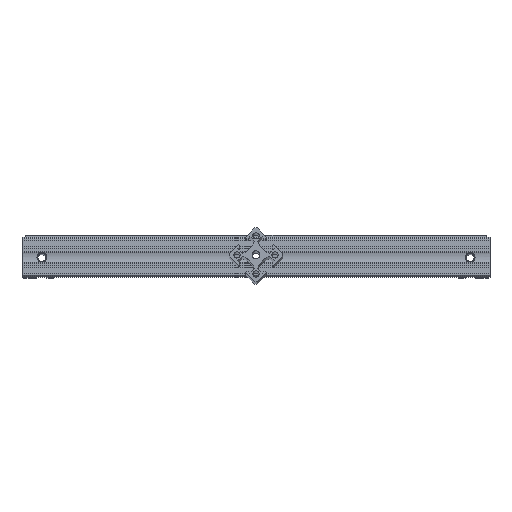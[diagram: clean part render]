
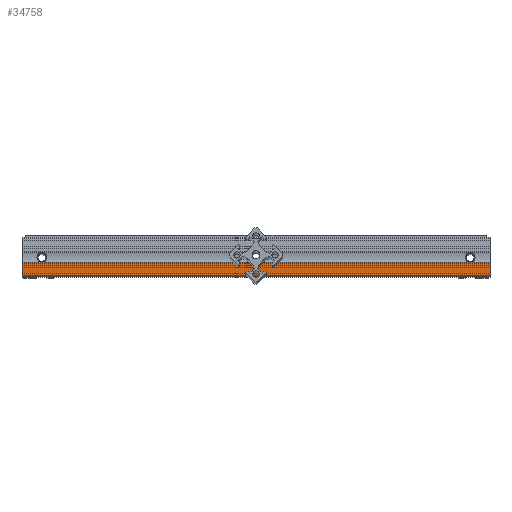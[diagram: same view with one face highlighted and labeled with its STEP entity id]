
A CAD part, top view. The second image highlights one B-rep face of the part: STEP entity #34758.
In plain terms, the highlighted planar face has unit normal (0, 0, 1).
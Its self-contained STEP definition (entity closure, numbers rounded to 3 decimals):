
#25564 = PLANE('',#25565);
#25565 = AXIS2_PLACEMENT_3D('',#25566,#25567,#25568);
#25566 = CARTESIAN_POINT('',(147.502,0.002,-12.5));
#25567 = DIRECTION('',(1.,0.,0.));
#25568 = DIRECTION('',(0.,0.,-1.));
#25637 = PLANE('',#25638);
#25638 = AXIS2_PLACEMENT_3D('',#25639,#25640,#25641);
#25639 = CARTESIAN_POINT('',(-147.498,0.002,-12.5));
#25640 = DIRECTION('',(1.,0.,0.));
#25641 = DIRECTION('',(0.,0.,-1.));
#25817 = VERTEX_POINT('',#25818);
#25818 = CARTESIAN_POINT('',(147.502,-3.251,-0.002
    ));
#25832 = PLANE('',#25833);
#25833 = AXIS2_PLACEMENT_3D('',#25834,#25835,#25836);
#25834 = CARTESIAN_POINT('',(-999.996,-3.251,-0.002
    ));
#25835 = DIRECTION('',(0.,1.,0.));
#25836 = DIRECTION('',(0.,0.,1.));
#25844 = EDGE_CURVE('',#25817,#25845,#25847,.T.);
#25845 = VERTEX_POINT('',#25846);
#25846 = CARTESIAN_POINT('',(147.502,-11.481,
    -0.002));
#25847 = SURFACE_CURVE('',#25848,(#25852,#25859),.PCURVE_S1.);
#25848 = LINE('',#25849,#25850);
#25849 = CARTESIAN_POINT('',(147.502,5.741,
    -0.002));
#25850 = VECTOR('',#25851,1.);
#25851 = DIRECTION('',(0.,-1.,0.));
#25852 = PCURVE('',#25564,#25853);
#25853 = DEFINITIONAL_REPRESENTATION('',(#25854),#25858);
#25854 = LINE('',#25855,#25856);
#25855 = CARTESIAN_POINT('',(-12.498,5.74));
#25856 = VECTOR('',#25857,1.);
#25857 = DIRECTION('',(0.,-1.));
#25858 = ( GEOMETRIC_REPRESENTATION_CONTEXT(2) 
PARAMETRIC_REPRESENTATION_CONTEXT() REPRESENTATION_CONTEXT('2D SPACE',''
  ) );
#25859 = PCURVE('',#25860,#25865);
#25860 = PLANE('',#25861);
#25861 = AXIS2_PLACEMENT_3D('',#25862,#25863,#25864);
#25862 = CARTESIAN_POINT('',(1000.,11.481,-0.002
    ));
#25863 = DIRECTION('',(0.,0.,-1.));
#25864 = DIRECTION('',(0.,1.,0.));
#25865 = DEFINITIONAL_REPRESENTATION('',(#25866),#25870);
#25866 = LINE('',#25867,#25868);
#25867 = CARTESIAN_POINT('',(-5.74,-852.498));
#25868 = VECTOR('',#25869,1.);
#25869 = DIRECTION('',(-1.,0.));
#25870 = ( GEOMETRIC_REPRESENTATION_CONTEXT(2) 
PARAMETRIC_REPRESENTATION_CONTEXT() REPRESENTATION_CONTEXT('2D SPACE',''
  ) );
#25888 = PLANE('',#25889);
#25889 = AXIS2_PLACEMENT_3D('',#25890,#25891,#25892);
#25890 = CARTESIAN_POINT('',(1000.,-11.481,
    -0.002));
#25891 = DIRECTION('',(0.,0.732,-0.681
    ));
#25892 = DIRECTION('',(0.,0.681,0.732
    ));
#27767 = VERTEX_POINT('',#27768);
#27768 = CARTESIAN_POINT('',(-147.498,-3.251,-0.002
    ));
#27789 = EDGE_CURVE('',#27767,#27790,#27792,.T.);
#27790 = VERTEX_POINT('',#27791);
#27791 = CARTESIAN_POINT('',(-147.498,-11.481,
    -0.002));
#27792 = SURFACE_CURVE('',#27793,(#27797,#27804),.PCURVE_S1.);
#27793 = LINE('',#27794,#27795);
#27794 = CARTESIAN_POINT('',(-147.498,5.741,
    -0.002));
#27795 = VECTOR('',#27796,1.);
#27796 = DIRECTION('',(0.,-1.,0.));
#27797 = PCURVE('',#25637,#27798);
#27798 = DEFINITIONAL_REPRESENTATION('',(#27799),#27803);
#27799 = LINE('',#27800,#27801);
#27800 = CARTESIAN_POINT('',(-12.498,5.74));
#27801 = VECTOR('',#27802,1.);
#27802 = DIRECTION('',(0.,-1.));
#27803 = ( GEOMETRIC_REPRESENTATION_CONTEXT(2) 
PARAMETRIC_REPRESENTATION_CONTEXT() REPRESENTATION_CONTEXT('2D SPACE',''
  ) );
#27804 = PCURVE('',#25860,#27805);
#27805 = DEFINITIONAL_REPRESENTATION('',(#27806),#27810);
#27806 = LINE('',#27807,#27808);
#27807 = CARTESIAN_POINT('',(-5.74,-1147.498));
#27808 = VECTOR('',#27809,1.);
#27809 = DIRECTION('',(-1.,0.));
#27810 = ( GEOMETRIC_REPRESENTATION_CONTEXT(2) 
PARAMETRIC_REPRESENTATION_CONTEXT() REPRESENTATION_CONTEXT('2D SPACE',''
  ) );
#34736 = EDGE_CURVE('',#25845,#27790,#34737,.T.);
#34737 = SURFACE_CURVE('',#34738,(#34742,#34749),.PCURVE_S1.);
#34738 = LINE('',#34739,#34740);
#34739 = CARTESIAN_POINT('',(1000.,-11.481,
    -0.002));
#34740 = VECTOR('',#34741,1.);
#34741 = DIRECTION('',(-1.,-0.,0.));
#34742 = PCURVE('',#25888,#34743);
#34743 = DEFINITIONAL_REPRESENTATION('',(#34744),#34748);
#34744 = LINE('',#34745,#34746);
#34745 = CARTESIAN_POINT('',(0.,0.));
#34746 = VECTOR('',#34747,1.);
#34747 = DIRECTION('',(0.,-1.));
#34748 = ( GEOMETRIC_REPRESENTATION_CONTEXT(2) 
PARAMETRIC_REPRESENTATION_CONTEXT() REPRESENTATION_CONTEXT('2D SPACE',''
  ) );
#34749 = PCURVE('',#25860,#34750);
#34750 = DEFINITIONAL_REPRESENTATION('',(#34751),#34755);
#34751 = LINE('',#34752,#34753);
#34752 = CARTESIAN_POINT('',(-22.962,0.));
#34753 = VECTOR('',#34754,1.);
#34754 = DIRECTION('',(0.,-1.));
#34755 = ( GEOMETRIC_REPRESENTATION_CONTEXT(2) 
PARAMETRIC_REPRESENTATION_CONTEXT() REPRESENTATION_CONTEXT('2D SPACE',''
  ) );
#34758 = ADVANCED_FACE('',(#34759),#25860,.F.);
#34759 = FACE_BOUND('',#34760,.F.);
#34760 = EDGE_LOOP('',(#34761,#34762,#34783,#34784));
#34761 = ORIENTED_EDGE('',*,*,#27789,.F.);
#34762 = ORIENTED_EDGE('',*,*,#34763,.T.);
#34763 = EDGE_CURVE('',#27767,#25817,#34764,.T.);
#34764 = SURFACE_CURVE('',#34765,(#34769,#34776),.PCURVE_S1.);
#34765 = LINE('',#34766,#34767);
#34766 = CARTESIAN_POINT('',(-999.996,-3.251,-0.002
    ));
#34767 = VECTOR('',#34768,1.);
#34768 = DIRECTION('',(1.,0.,0.));
#34769 = PCURVE('',#25860,#34770);
#34770 = DEFINITIONAL_REPRESENTATION('',(#34771),#34775);
#34771 = LINE('',#34772,#34773);
#34772 = CARTESIAN_POINT('',(-14.732,-1999.996));
#34773 = VECTOR('',#34774,1.);
#34774 = DIRECTION('',(0.,1.));
#34775 = ( GEOMETRIC_REPRESENTATION_CONTEXT(2) 
PARAMETRIC_REPRESENTATION_CONTEXT() REPRESENTATION_CONTEXT('2D SPACE',''
  ) );
#34776 = PCURVE('',#25832,#34777);
#34777 = DEFINITIONAL_REPRESENTATION('',(#34778),#34782);
#34778 = LINE('',#34779,#34780);
#34779 = CARTESIAN_POINT('',(0.,0.));
#34780 = VECTOR('',#34781,1.);
#34781 = DIRECTION('',(0.,1.));
#34782 = ( GEOMETRIC_REPRESENTATION_CONTEXT(2) 
PARAMETRIC_REPRESENTATION_CONTEXT() REPRESENTATION_CONTEXT('2D SPACE',''
  ) );
#34783 = ORIENTED_EDGE('',*,*,#25844,.T.);
#34784 = ORIENTED_EDGE('',*,*,#34736,.T.);
